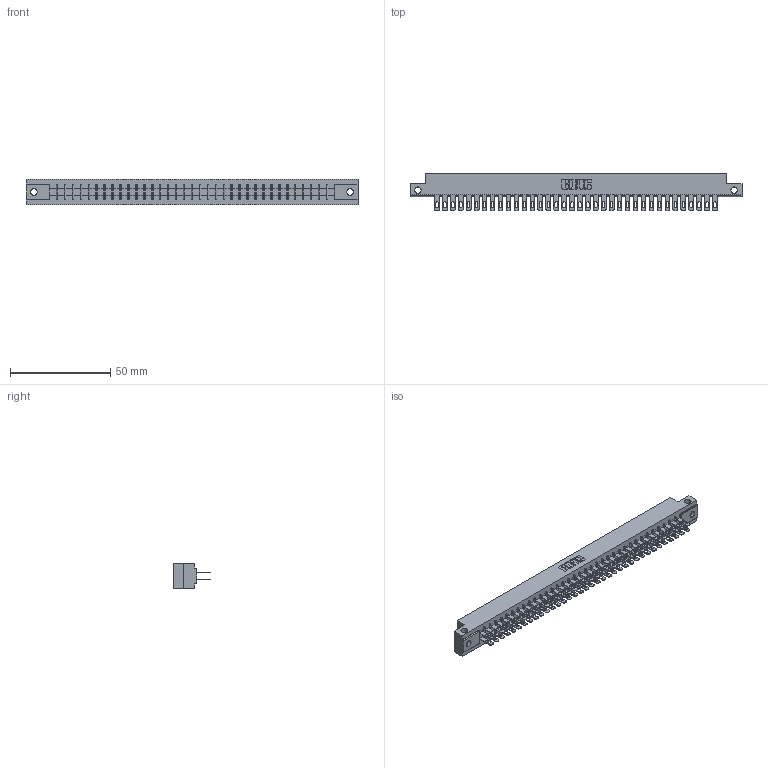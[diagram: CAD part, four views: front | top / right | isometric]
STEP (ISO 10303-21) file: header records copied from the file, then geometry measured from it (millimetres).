
FILE_DESCRIPTION (( 'STEP AP203' ), '1' );
FILE_NAME ('355-072-500-512.STEP', '2020-09-20T09:40:42', ( '' ), ( '' ), 'SwSTEP 2.0', 'SolidWorks 2020', '' );
FILE_SCHEMA (( 'CONFIG_CONTROL_DESIGN' ));
Length unit declared in the file: inch
Products named in the file (3): 355-072-500-512; 305-290-001_500; 305 Part_.128 Dia
Assembly tree (73 placements, depth 2):
  355-072-500-512
    305 Part_.128 Dia
    305-290-001_500  x72
Bounding box: 165.66 x 18.85 x 12.7 mm (x, y, z)
Volume: 16768.8 mm3; surface area: 23484.3 mm2
Topology: 73 solids, 73 shells, 3728 faces, 10684 edges, 6924 vertices
Faces by surface type: plane 2084, cylinder 1500, sphere 144
Entity records: 40137 total; most frequent: CARTESIAN_POINT 6690, ORIENTED_EDGE 6596, DIRECTION 6418, EDGE_CURVE 3298, VECTOR 2642, LINE 2642, VERTEX_POINT 2096, AXIS2_PLACEMENT_3D 1888
